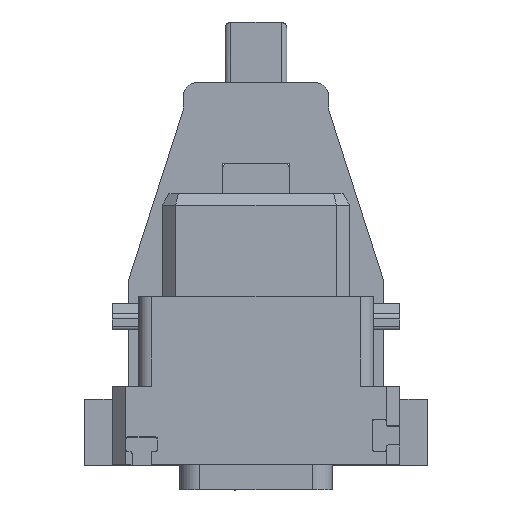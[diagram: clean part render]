
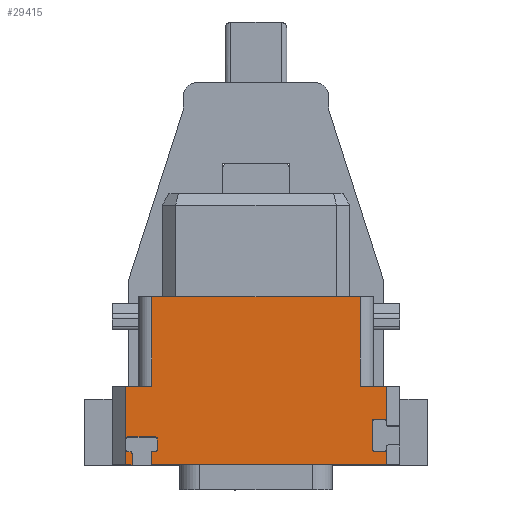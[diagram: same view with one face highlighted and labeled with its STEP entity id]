
A CAD part, top view. The second image highlights one B-rep face of the part: STEP entity #29415.
In plain terms, the highlighted planar face has unit normal (0, 0, 1).
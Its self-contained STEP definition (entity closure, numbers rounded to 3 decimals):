
#284=DIRECTION('',(-1.,0.,0.));
#285=VECTOR('',#284,15.8);
#286=CARTESIAN_POINT('',(7.9,12.75,9.9));
#287=LINE('',#286,#285);
#503=CARTESIAN_POINT('',(9.75,3.275,9.9));
#504=DIRECTION('',(0.,0.,1.));
#505=DIRECTION('',(1.,0.,0.));
#506=AXIS2_PLACEMENT_3D('',#503,#504,#505);
#508=DIRECTION('',(-1.,0.,0.));
#509=VECTOR('',#508,0.8);
#510=CARTESIAN_POINT('',(9.75,3.425,9.9));
#511=LINE('',#510,#509);
#512=CARTESIAN_POINT('',(8.95,3.275,9.9));
#513=DIRECTION('',(0.,0.,1.));
#514=DIRECTION('',(0.,1.,0.));
#515=AXIS2_PLACEMENT_3D('',#512,#513,#514);
#517=DIRECTION('',(0.,-1.,0.));
#518=VECTOR('',#517,2.1);
#519=CARTESIAN_POINT('',(8.8,3.275,9.9));
#520=LINE('',#519,#518);
#521=CARTESIAN_POINT('',(8.95,1.175,9.9));
#522=DIRECTION('',(0.,0.,1.));
#523=DIRECTION('',(-1.,0.,0.));
#524=AXIS2_PLACEMENT_3D('',#521,#522,#523);
#526=DIRECTION('',(1.,0.,0.));
#527=VECTOR('',#526,0.8);
#528=CARTESIAN_POINT('',(8.95,1.025,9.9));
#529=LINE('',#528,#527);
#530=CARTESIAN_POINT('',(9.75,1.175,9.9));
#531=DIRECTION('',(0.,0.,1.));
#532=DIRECTION('',(0.,-1.,0.));
#533=AXIS2_PLACEMENT_3D('',#530,#531,#532);
#535=DIRECTION('',(0.,1.,0.));
#536=VECTOR('',#535,1.175);
#537=CARTESIAN_POINT('',(9.9,0.,9.9));
#538=LINE('',#537,#536);
#539=DIRECTION('',(0.,1.,0.));
#540=VECTOR('',#539,0.85);
#541=CARTESIAN_POINT('',(-7.95,0.,9.9));
#542=LINE('',#541,#540);
#543=CARTESIAN_POINT('',(-7.8,0.85,9.9));
#544=DIRECTION('',(0.,0.,1.));
#545=DIRECTION('',(0.,1.,0.));
#546=AXIS2_PLACEMENT_3D('',#543,#544,#545);
#548=DIRECTION('',(1.,0.,0.));
#549=VECTOR('',#548,0.175);
#550=CARTESIAN_POINT('',(-7.8,1.,9.9));
#551=LINE('',#550,#549);
#552=CARTESIAN_POINT('',(-7.625,1.15,9.9));
#553=DIRECTION('',(0.,0.,1.));
#554=DIRECTION('',(0.,-1.,0.));
#555=AXIS2_PLACEMENT_3D('',#552,#553,#554);
#557=DIRECTION('',(0.,1.,0.));
#558=VECTOR('',#557,0.8);
#559=CARTESIAN_POINT('',(-7.475,1.15,9.9));
#560=LINE('',#559,#558);
#561=CARTESIAN_POINT('',(-7.625,1.95,9.9));
#562=DIRECTION('',(0.,0.,1.));
#563=DIRECTION('',(1.,0.,0.));
#564=AXIS2_PLACEMENT_3D('',#561,#562,#563);
#566=DIRECTION('',(-1.,0.,0.));
#567=VECTOR('',#566,2.1);
#568=CARTESIAN_POINT('',(-7.625,2.1,9.9));
#569=LINE('',#568,#567);
#570=CARTESIAN_POINT('',(-9.725,1.95,9.9));
#571=DIRECTION('',(0.,0.,1.));
#572=DIRECTION('',(0.,1.,0.));
#573=AXIS2_PLACEMENT_3D('',#570,#571,#572);
#575=DIRECTION('',(0.,-1.,0.));
#576=VECTOR('',#575,0.8);
#577=CARTESIAN_POINT('',(-9.875,1.95,9.9));
#578=LINE('',#577,#576);
#579=CARTESIAN_POINT('',(-9.725,1.15,9.9));
#580=DIRECTION('',(0.,0.,1.));
#581=DIRECTION('',(-1.,0.,0.));
#582=AXIS2_PLACEMENT_3D('',#579,#580,#581);
#584=DIRECTION('',(1.,0.,0.));
#585=VECTOR('',#584,0.175);
#586=CARTESIAN_POINT('',(-9.725,1.,9.9));
#587=LINE('',#586,#585);
#588=CARTESIAN_POINT('',(-9.55,0.85,9.9));
#589=DIRECTION('',(0.,0.,1.));
#590=DIRECTION('',(1.,0.,0.));
#591=AXIS2_PLACEMENT_3D('',#588,#589,#590);
#593=DIRECTION('',(0.,1.,0.));
#594=VECTOR('',#593,0.85);
#595=CARTESIAN_POINT('',(-9.4,0.,9.9));
#596=LINE('',#595,#594);
#597=DIRECTION('',(0.,-1.,0.));
#598=VECTOR('',#597,5.95);
#599=CARTESIAN_POINT('',(-9.9,5.95,9.9));
#600=LINE('',#599,#598);
#601=DIRECTION('',(0.,-1.,0.));
#602=VECTOR('',#601,6.8);
#603=CARTESIAN_POINT('',(-7.9,12.75,9.9));
#604=LINE('',#603,#602);
#605=DIRECTION('',(0.,1.,0.));
#606=VECTOR('',#605,6.8);
#607=CARTESIAN_POINT('',(7.9,5.95,9.9));
#608=LINE('',#607,#606);
#609=DIRECTION('',(0.,1.,0.));
#610=VECTOR('',#609,2.675);
#611=CARTESIAN_POINT('',(9.9,3.275,9.9));
#612=LINE('',#611,#610);
#629=DIRECTION('',(-1.,0.,0.));
#630=VECTOR('',#629,2.);
#631=CARTESIAN_POINT('',(9.9,5.95,9.9));
#632=LINE('',#631,#630);
#821=DIRECTION('',(1.,0.,0.));
#822=VECTOR('',#821,0.5);
#823=CARTESIAN_POINT('',(-9.9,0.,9.9));
#824=LINE('',#823,#822);
#837=DIRECTION('',(1.,0.,0.));
#838=VECTOR('',#837,17.85);
#839=CARTESIAN_POINT('',(-7.95,0.,9.9));
#840=LINE('',#839,#838);
#4689=DIRECTION('',(-1.,0.,0.));
#4690=VECTOR('',#4689,2.);
#4691=CARTESIAN_POINT('',(-7.9,5.95,9.9));
#4692=LINE('',#4691,#4690);
#25032=CARTESIAN_POINT('',(-7.95,0.,9.9));
#25033=VERTEX_POINT('',#25032);
#25034=CARTESIAN_POINT('',(-9.4,0.,9.9));
#25035=VERTEX_POINT('',#25034);
#25036=CARTESIAN_POINT('',(9.9,3.275,9.9));
#25037=CARTESIAN_POINT('',(9.75,3.425,9.9));
#25038=VERTEX_POINT('',#25036);
#25039=VERTEX_POINT('',#25037);
#25040=CARTESIAN_POINT('',(8.95,3.425,9.9));
#25041=VERTEX_POINT('',#25040);
#25042=CARTESIAN_POINT('',(8.8,3.275,9.9));
#25043=VERTEX_POINT('',#25042);
#25044=CARTESIAN_POINT('',(8.8,1.175,9.9));
#25045=VERTEX_POINT('',#25044);
#25046=CARTESIAN_POINT('',(8.95,1.025,9.9));
#25047=VERTEX_POINT('',#25046);
#25048=CARTESIAN_POINT('',(9.75,1.025,9.9));
#25049=VERTEX_POINT('',#25048);
#25050=CARTESIAN_POINT('',(9.9,1.175,9.9));
#25051=VERTEX_POINT('',#25050);
#25052=CARTESIAN_POINT('',(-7.95,0.85,9.9));
#25053=VERTEX_POINT('',#25052);
#25054=CARTESIAN_POINT('',(-7.8,1.,9.9));
#25055=VERTEX_POINT('',#25054);
#25056=CARTESIAN_POINT('',(-7.625,1.,9.9));
#25057=VERTEX_POINT('',#25056);
#25058=CARTESIAN_POINT('',(-7.475,1.15,9.9));
#25059=VERTEX_POINT('',#25058);
#25060=CARTESIAN_POINT('',(-7.475,1.95,9.9));
#25061=VERTEX_POINT('',#25060);
#25062=CARTESIAN_POINT('',(-7.625,2.1,9.9));
#25063=VERTEX_POINT('',#25062);
#25064=CARTESIAN_POINT('',(-9.725,2.1,9.9));
#25065=VERTEX_POINT('',#25064);
#25066=CARTESIAN_POINT('',(-9.875,1.95,9.9));
#25067=VERTEX_POINT('',#25066);
#25068=CARTESIAN_POINT('',(-9.875,1.15,9.9));
#25069=VERTEX_POINT('',#25068);
#25070=CARTESIAN_POINT('',(-9.725,1.,9.9));
#25071=VERTEX_POINT('',#25070);
#25072=CARTESIAN_POINT('',(-9.55,1.,9.9));
#25073=VERTEX_POINT('',#25072);
#25074=CARTESIAN_POINT('',(-9.4,0.85,9.9));
#25075=VERTEX_POINT('',#25074);
#25080=CARTESIAN_POINT('',(7.9,12.75,9.9));
#25082=VERTEX_POINT('',#25080);
#25086=CARTESIAN_POINT('',(7.9,5.95,9.9));
#25087=VERTEX_POINT('',#25086);
#25092=CARTESIAN_POINT('',(-7.9,12.75,9.9));
#25093=VERTEX_POINT('',#25092);
#25094=CARTESIAN_POINT('',(-7.9,5.95,9.9));
#25095=VERTEX_POINT('',#25094);
#25100=CARTESIAN_POINT('',(9.9,5.95,9.9));
#25102=VERTEX_POINT('',#25100);
#25115=CARTESIAN_POINT('',(9.9,0.,9.9));
#25116=VERTEX_POINT('',#25115);
#25117=CARTESIAN_POINT('',(-9.9,0.,9.9));
#25119=VERTEX_POINT('',#25117);
#25123=CARTESIAN_POINT('',(-9.9,5.95,9.9));
#25124=VERTEX_POINT('',#25123);
#29351=CARTESIAN_POINT('',(10.9,12.75,9.9));
#29352=DIRECTION('',(0.,0.,1.));
#29353=DIRECTION('',(-1.,0.,0.));
#29354=AXIS2_PLACEMENT_3D('',#29351,#29352,#29353);
#29355=PLANE('',#29354);
#29357=ORIENTED_EDGE('',*,*,#29356,.T.);
#29359=ORIENTED_EDGE('',*,*,#29358,.T.);
#29361=ORIENTED_EDGE('',*,*,#29360,.T.);
#29363=ORIENTED_EDGE('',*,*,#29362,.T.);
#29365=ORIENTED_EDGE('',*,*,#29364,.T.);
#29367=ORIENTED_EDGE('',*,*,#29366,.T.);
#29369=ORIENTED_EDGE('',*,*,#29368,.T.);
#29371=ORIENTED_EDGE('',*,*,#29370,.F.);
#29373=ORIENTED_EDGE('',*,*,#29372,.F.);
#29375=ORIENTED_EDGE('',*,*,#29374,.T.);
#29377=ORIENTED_EDGE('',*,*,#29376,.F.);
#29379=ORIENTED_EDGE('',*,*,#29378,.T.);
#29381=ORIENTED_EDGE('',*,*,#29380,.T.);
#29383=ORIENTED_EDGE('',*,*,#29382,.T.);
#29385=ORIENTED_EDGE('',*,*,#29384,.T.);
#29387=ORIENTED_EDGE('',*,*,#29386,.T.);
#29389=ORIENTED_EDGE('',*,*,#29388,.T.);
#29391=ORIENTED_EDGE('',*,*,#29390,.T.);
#29393=ORIENTED_EDGE('',*,*,#29392,.T.);
#29395=ORIENTED_EDGE('',*,*,#29394,.T.);
#29397=ORIENTED_EDGE('',*,*,#29396,.F.);
#29399=ORIENTED_EDGE('',*,*,#29398,.F.);
#29401=ORIENTED_EDGE('',*,*,#29400,.F.);
#29403=ORIENTED_EDGE('',*,*,#29402,.F.);
#29405=ORIENTED_EDGE('',*,*,#29404,.F.);
#29406=ORIENTED_EDGE('',*,*,#29344,.F.);
#29407=ORIENTED_EDGE('',*,*,#29089,.F.);
#29408=ORIENTED_EDGE('',*,*,#29130,.F.);
#29410=ORIENTED_EDGE('',*,*,#29409,.F.);
#29412=ORIENTED_EDGE('',*,*,#29411,.F.);
#29413=EDGE_LOOP('',(#29357,#29359,#29361,#29363,#29365,#29367,#29369,#29371,
#29373,#29375,#29377,#29379,#29381,#29383,#29385,#29387,#29389,#29391,#29393,
#29395,#29397,#29399,#29401,#29403,#29405,#29406,#29407,#29408,#29410,#29412));
#29414=FACE_OUTER_BOUND('',#29413,.F.);
#29415=ADVANCED_FACE('',(#29414),#29355,.T.);
#507=CIRCLE('',#506,0.15);
#516=CIRCLE('',#515,0.15);
#525=CIRCLE('',#524,0.15);
#534=CIRCLE('',#533,0.15);
#547=CIRCLE('',#546,0.15);
#556=CIRCLE('',#555,0.15);
#565=CIRCLE('',#564,0.15);
#574=CIRCLE('',#573,0.15);
#583=CIRCLE('',#582,0.15);
#592=CIRCLE('',#591,0.15);
#29089=EDGE_CURVE('',#25082,#25093,#287,.T.);
#29130=EDGE_CURVE('',#25087,#25082,#608,.T.);
#29344=EDGE_CURVE('',#25093,#25095,#604,.T.);
#29356=EDGE_CURVE('',#25038,#25039,#507,.T.);
#29358=EDGE_CURVE('',#25039,#25041,#511,.T.);
#29360=EDGE_CURVE('',#25041,#25043,#516,.T.);
#29362=EDGE_CURVE('',#25043,#25045,#520,.T.);
#29364=EDGE_CURVE('',#25045,#25047,#525,.T.);
#29366=EDGE_CURVE('',#25047,#25049,#529,.T.);
#29368=EDGE_CURVE('',#25049,#25051,#534,.T.);
#29370=EDGE_CURVE('',#25116,#25051,#538,.T.);
#29372=EDGE_CURVE('',#25033,#25116,#840,.T.);
#29374=EDGE_CURVE('',#25033,#25053,#542,.T.);
#29376=EDGE_CURVE('',#25055,#25053,#547,.T.);
#29378=EDGE_CURVE('',#25055,#25057,#551,.T.);
#29380=EDGE_CURVE('',#25057,#25059,#556,.T.);
#29382=EDGE_CURVE('',#25059,#25061,#560,.T.);
#29384=EDGE_CURVE('',#25061,#25063,#565,.T.);
#29386=EDGE_CURVE('',#25063,#25065,#569,.T.);
#29388=EDGE_CURVE('',#25065,#25067,#574,.T.);
#29390=EDGE_CURVE('',#25067,#25069,#578,.T.);
#29392=EDGE_CURVE('',#25069,#25071,#583,.T.);
#29394=EDGE_CURVE('',#25071,#25073,#587,.T.);
#29396=EDGE_CURVE('',#25075,#25073,#592,.T.);
#29398=EDGE_CURVE('',#25035,#25075,#596,.T.);
#29400=EDGE_CURVE('',#25119,#25035,#824,.T.);
#29402=EDGE_CURVE('',#25124,#25119,#600,.T.);
#29404=EDGE_CURVE('',#25095,#25124,#4692,.T.);
#29409=EDGE_CURVE('',#25102,#25087,#632,.T.);
#29411=EDGE_CURVE('',#25038,#25102,#612,.T.);
